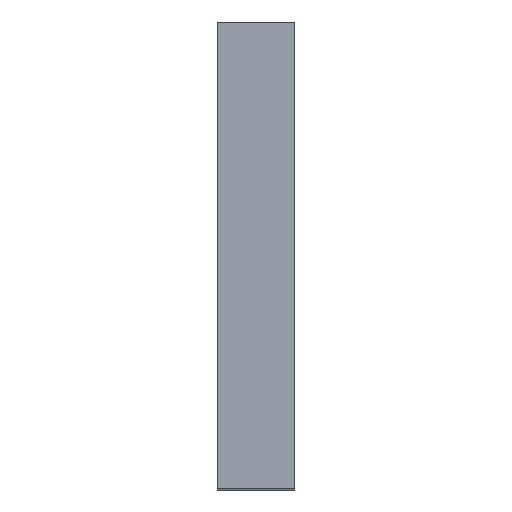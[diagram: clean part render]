
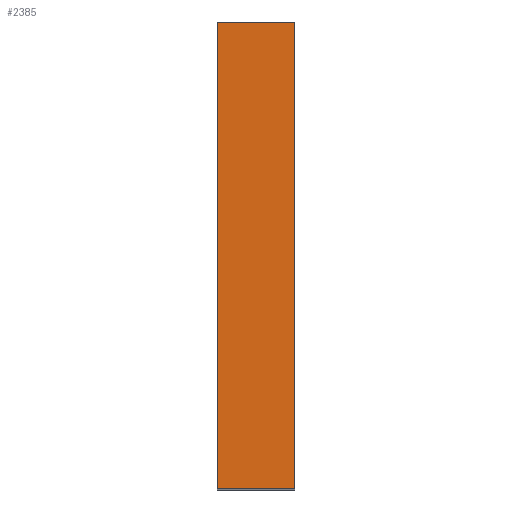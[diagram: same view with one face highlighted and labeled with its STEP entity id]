
A CAD part, top view. The second image highlights one B-rep face of the part: STEP entity #2385.
In plain terms, the highlighted free-form (B-spline) face has degree [1, 1] with [2, 2] control points.
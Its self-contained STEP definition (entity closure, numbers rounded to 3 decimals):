
#2362 = VERTEX_POINT('',#2363);
#2363 = CARTESIAN_POINT('',(0.,328.512,438.016));
#2368 = EDGE_CURVE('',#2369,#2362,#2371,.T.);
#2369 = VERTEX_POINT('',#2370);
#2370 = CARTESIAN_POINT('',(109.504,328.512,
    438.016));
#2371 = B_SPLINE_CURVE_WITH_KNOTS('',1,(#2372,#2373),.UNSPECIFIED.,.F.,
  .F.,(2,2),(-0.,125.),.PIECEWISE_BEZIER_KNOTS.);
#2372 = CARTESIAN_POINT('',(109.504,328.512,
    438.016));
#2373 = CARTESIAN_POINT('',(0.,328.512,438.016));
#2385 = ADVANCED_FACE('',(#2386),#2408,.F.);
#2386 = FACE_BOUND('',#2387,.T.);
#2387 = EDGE_LOOP('',(#2388,#2395,#2402,#2407));
#2388 = ORIENTED_EDGE('',*,*,#2389,.T.);
#2389 = EDGE_CURVE('',#2362,#2390,#2392,.T.);
#2390 = VERTEX_POINT('',#2391);
#2391 = CARTESIAN_POINT('',(0.,-328.512,438.016));
#2392 = B_SPLINE_CURVE_WITH_KNOTS('',1,(#2393,#2394),.UNSPECIFIED.,.F.,
  .F.,(2,2),(0.,750.),.PIECEWISE_BEZIER_KNOTS.);
#2393 = CARTESIAN_POINT('',(0.,328.512,438.016));
#2394 = CARTESIAN_POINT('',(0.,-328.512,438.016));
#2395 = ORIENTED_EDGE('',*,*,#2396,.F.);
#2396 = EDGE_CURVE('',#2397,#2390,#2399,.T.);
#2397 = VERTEX_POINT('',#2398);
#2398 = CARTESIAN_POINT('',(109.504,-328.512,
    438.016));
#2399 = B_SPLINE_CURVE_WITH_KNOTS('',1,(#2400,#2401),.UNSPECIFIED.,.F.,
  .F.,(2,2),(-0.,125.),.PIECEWISE_BEZIER_KNOTS.);
#2400 = CARTESIAN_POINT('',(109.504,-328.512,
    438.016));
#2401 = CARTESIAN_POINT('',(0.,-328.512,438.016));
#2402 = ORIENTED_EDGE('',*,*,#2403,.F.);
#2403 = EDGE_CURVE('',#2369,#2397,#2404,.T.);
#2404 = B_SPLINE_CURVE_WITH_KNOTS('',1,(#2405,#2406),.UNSPECIFIED.,.F.,
  .F.,(2,2),(0.,750.),.PIECEWISE_BEZIER_KNOTS.);
#2405 = CARTESIAN_POINT('',(109.504,328.512,
    438.016));
#2406 = CARTESIAN_POINT('',(109.504,-328.512,
    438.016));
#2407 = ORIENTED_EDGE('',*,*,#2368,.T.);
#2408 = B_SPLINE_SURFACE_WITH_KNOTS('',1,1,(
    (#2409,#2410)
    ,(#2411,#2412
    )),.UNSPECIFIED.,.F.,.F.,.F.,(2,2),(2,2),(-0.,125.),(-750.,0.),
  .PIECEWISE_BEZIER_KNOTS.);
#2409 = CARTESIAN_POINT('',(109.504,-328.512,
    438.016));
#2410 = CARTESIAN_POINT('',(109.504,328.512,
    438.016));
#2411 = CARTESIAN_POINT('',(0.,-328.512,438.016));
#2412 = CARTESIAN_POINT('',(0.,328.512,438.016));
